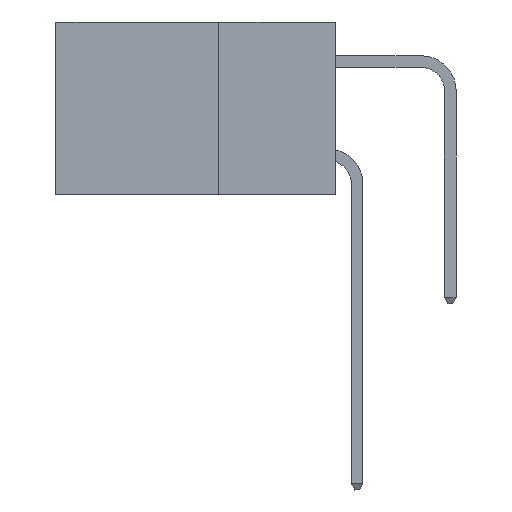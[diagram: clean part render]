
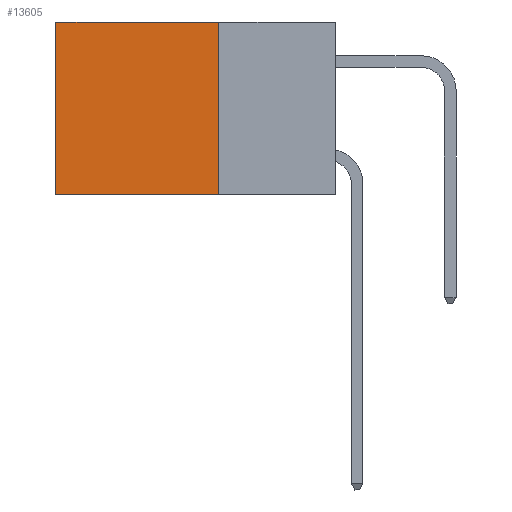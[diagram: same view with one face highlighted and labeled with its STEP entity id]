
A CAD part, left-side view. The second image highlights one B-rep face of the part: STEP entity #13605.
In plain terms, the highlighted planar face has unit normal (-1, 0, 0).
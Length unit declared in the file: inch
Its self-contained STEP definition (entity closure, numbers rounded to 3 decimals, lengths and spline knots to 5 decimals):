
#241 = CARTESIAN_POINT ( 'NONE',  ( 0.2875, 0.25, -0.37 ) ) ;
#272 = CARTESIAN_POINT ( 'NONE',  ( 0.2875, 0.25, 0. ) ) ;
#644 = LINE ( 'NONE', #20807, #5722 ) ;
#1598 = PLANE ( 'NONE',  #9691 ) ;
#1812 = VECTOR ( 'NONE', #3821, 39.37008 ) ;
#1880 = DIRECTION ( 'NONE',  ( 0., 0., -1. ) ) ;
#2024 = CARTESIAN_POINT ( 'NONE',  ( 0.2875, 0.25, 0. ) ) ;
#2642 = ORIENTED_EDGE ( 'NONE', *, *, #4687, .T. ) ;
#2997 = LINE ( 'NONE', #13944, #17160 ) ;
#3821 = DIRECTION ( 'NONE',  ( 0., 0., -1. ) ) ;
#3828 = EDGE_CURVE ( 'NONE', #12119, #15613, #6899, .T. ) ;
#4190 = CARTESIAN_POINT ( 'NONE',  ( 0.2875, 0.6, -0.37 ) ) ;
#4194 = DIRECTION ( 'NONE',  ( 0., 0., -1. ) ) ;
#4687 = EDGE_CURVE ( 'NONE', #12119, #6089, #13440, .T. ) ;
#5623 = CARTESIAN_POINT ( 'NONE',  ( 0.2875, 0.6, 0. ) ) ;
#5722 = VECTOR ( 'NONE', #8027, 39.37008 ) ;
#6089 = VERTEX_POINT ( 'NONE', #5623 ) ;
#6116 = VERTEX_POINT ( 'NONE', #4190 ) ;
#6393 = ORIENTED_EDGE ( 'NONE', *, *, #3828, .F. ) ;
#6899 = LINE ( 'NONE', #18552, #1812 ) ;
#8027 = DIRECTION ( 'NONE',  ( 0., 1., 0. ) ) ;
#8174 = ORIENTED_EDGE ( 'NONE', *, *, #20843, .T. ) ;
#8392 = DIRECTION ( 'NONE',  ( 0., 1., 0. ) ) ;
#8820 = EDGE_LOOP ( 'NONE', ( #8174, #19020, #6393, #2642 ) ) ;
#9691 = AXIS2_PLACEMENT_3D ( 'NONE', #272, #11539, #1880 ) ;
#11404 = CARTESIAN_POINT ( 'NONE',  ( 0.2875, 0.25, 0. ) ) ;
#11539 = DIRECTION ( 'NONE',  ( 1., 0., 0. ) ) ;
#12119 = VERTEX_POINT ( 'NONE', #2024 ) ;
#12381 = VECTOR ( 'NONE', #8392, 39.37008 ) ;
#13440 = LINE ( 'NONE', #11404, #12381 ) ;
#13605 = ADVANCED_FACE ( 'NONE', ( #13940 ), #1598, .F. ) ;
#13940 = FACE_OUTER_BOUND ( 'NONE', #8820, .T. ) ;
#13944 = CARTESIAN_POINT ( 'NONE',  ( 0.2875, 0.6, 0. ) ) ;
#15493 = EDGE_CURVE ( 'NONE', #15613, #6116, #644, .T. ) ;
#15613 = VERTEX_POINT ( 'NONE', #241 ) ;
#17160 = VECTOR ( 'NONE', #4194, 39.37008 ) ;
#18552 = CARTESIAN_POINT ( 'NONE',  ( 0.2875, 0.25, 0. ) ) ;
#19020 = ORIENTED_EDGE ( 'NONE', *, *, #15493, .F. ) ;
#20807 = CARTESIAN_POINT ( 'NONE',  ( 0.2875, 0.25, -0.37 ) ) ;
#20843 = EDGE_CURVE ( 'NONE', #6089, #6116, #2997, .T. ) ;
